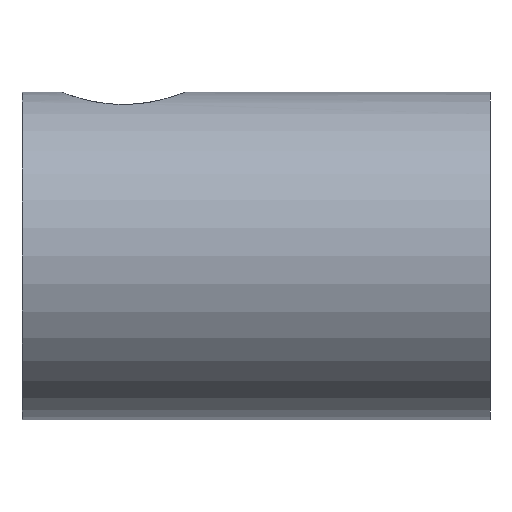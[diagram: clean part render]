
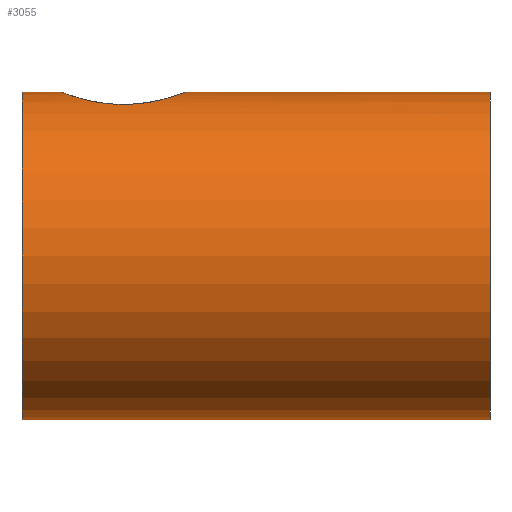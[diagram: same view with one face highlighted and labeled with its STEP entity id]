
A CAD part, left-side view. The second image highlights one B-rep face of the part: STEP entity #3055.
In plain terms, the highlighted cylindrical face has radius 5.334 mm (diameter 10.668 mm), a partial arc.
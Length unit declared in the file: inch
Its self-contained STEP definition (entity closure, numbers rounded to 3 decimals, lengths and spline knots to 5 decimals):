
#21 = B_SPLINE_CURVE_WITH_KNOTS ( 'NONE', 3,
 ( #1682, #950, #2472, #2475, #2460, #2464, #2539, #445, #441, #438, #451, #1618, #1631, #1589, #1594, #1610, #464, #454 ),
 .UNSPECIFIED., .F., .F.,
 ( 4, 2, 2, 2, 2, 2, 2, 2, 4 ),
 ( 0.00637, 0.00677, 0.00717, 0.00757, 0.00797, 0.00836, 0.00876, 0.00916, 0.00956 ),
 .UNSPECIFIED. ) ;
#88 = DIRECTION ( 'NONE',  ( 0., -1., 0. ) ) ;
#103 = VERTEX_POINT ( 'NONE', #2825 ) ;
#114 = DIRECTION ( 'NONE',  ( 0., 0., 1. ) ) ;
#117 = CARTESIAN_POINT ( 'NONE',  ( 0., 0., 0. ) ) ;
#125 = ORIENTED_EDGE ( 'NONE', *, *, #2831, .T. ) ;
#151 = DIRECTION ( 'NONE',  ( 0., 1., 0. ) ) ;
#199 = EDGE_CURVE ( 'NONE', #103, #1518, #2628, .T. ) ;
#214 = CARTESIAN_POINT ( 'NONE',  ( -0.06892, 0.43004, 0.19839 ) ) ;
#219 = CARTESIAN_POINT ( 'NONE',  ( -0.02578, 0.39461, 0.20847 ) ) ;
#222 = CARTESIAN_POINT ( 'NONE',  ( -0.00524, 0.3905, 0.21 ) ) ;
#294 = CARTESIAN_POINT ( 'NONE',  ( -0.05264, 0.4102, 0.20333 ) ) ;
#337 = AXIS2_PLACEMENT_3D ( 'NONE', #117, #151, #114 ) ;
#390 = VERTEX_POINT ( 'NONE', #978 ) ;
#402 = LINE ( 'NONE', #2809, #1039 ) ;
#434 = AXIS2_PLACEMENT_3D ( 'NONE', #1053, #1294, #946 ) ;
#438 = CARTESIAN_POINT ( 'NONE',  ( -0.05253, 0.5299, 0.20336 ) ) ;
#441 = CARTESIAN_POINT ( 'NONE',  ( -0.05989, 0.52254, 0.20132 ) ) ;
#445 = CARTESIAN_POINT ( 'NONE',  ( -0.06315, 0.51857, 0.2003 ) ) ;
#451 = CARTESIAN_POINT ( 'NONE',  ( -0.04855, 0.53316, 0.20436 ) ) ;
#454 = CARTESIAN_POINT ( 'NONE',  ( 0., 0.5495, 0.21 ) ) ;
#464 = CARTESIAN_POINT ( 'NONE',  ( -0.00524, 0.5495, 0.21 ) ) ;
#499 = ORIENTED_EDGE ( 'NONE', *, *, #2801, .T. ) ;
#504 = CARTESIAN_POINT ( 'NONE',  ( 0., 0.6, 0. ) ) ;
#511 = CARTESIAN_POINT ( 'NONE',  ( -0.0208, 0.39309, 0.20903 ) ) ;
#577 = CARTESIAN_POINT ( 'NONE',  ( -0.03548, 0.39866, 0.20704 ) ) ;
#589 = CARTESIAN_POINT ( 'NONE',  ( -0.01056, 0.39103, 0.2098 ) ) ;
#609 = CARTESIAN_POINT ( 'NONE',  ( -0.0486, 0.40687, 0.20435 ) ) ;
#627 = CARTESIAN_POINT ( 'NONE',  ( 0., 0.3905, 0.21 ) ) ;
#632 = CARTESIAN_POINT ( 'NONE',  ( -0.06317, 0.42146, 0.2003 ) ) ;
#646 = CARTESIAN_POINT ( 'NONE',  ( -0.04003, 0.40112, 0.2062 ) ) ;
#670 = CARTESIAN_POINT ( 'NONE',  ( -0.05992, 0.4175, 0.20131 ) ) ;
#714 = FACE_OUTER_BOUND ( 'NONE', #1942, .T. ) ;
#818 = VERTEX_POINT ( 'NONE', #1417 ) ;
#946 = DIRECTION ( 'NONE',  ( 0., 0., -1. ) ) ;
#950 = CARTESIAN_POINT ( 'NONE',  ( -0.0795, 0.47522, 0.19437 ) ) ;
#954 = ORIENTED_EDGE ( 'NONE', *, *, #3028, .T. ) ;
#978 = CARTESIAN_POINT ( 'NONE',  ( 0., 0.3905, 0.21 ) ) ;
#998 = DIRECTION ( 'NONE',  ( 0., 1., 0. ) ) ;
#1039 = VECTOR ( 'NONE', #1855, 39.37008 ) ;
#1053 = CARTESIAN_POINT ( 'NONE',  ( 0., 0.6, 0. ) ) ;
#1294 = DIRECTION ( 'NONE',  ( 0., -1., 0. ) ) ;
#1403 = ORIENTED_EDGE ( 'NONE', *, *, #1556, .F. ) ;
#1417 = CARTESIAN_POINT ( 'NONE',  ( 0., 0., 0.21 ) ) ;
#1436 = VERTEX_POINT ( 'NONE', #1924 ) ;
#1458 = AXIS2_PLACEMENT_3D ( 'NONE', #504, #998, #2660 ) ;
#1460 = CARTESIAN_POINT ( 'NONE',  ( 0., 0.6, 0.21 ) ) ;
#1518 = VERTEX_POINT ( 'NONE', #1460 ) ;
#1556 = EDGE_CURVE ( 'NONE', #390, #818, #2250, .T. ) ;
#1589 = CARTESIAN_POINT ( 'NONE',  ( -0.02576, 0.54539, 0.20847 ) ) ;
#1594 = CARTESIAN_POINT ( 'NONE',  ( -0.0208, 0.54691, 0.20903 ) ) ;
#1610 = CARTESIAN_POINT ( 'NONE',  ( -0.01056, 0.54897, 0.2098 ) ) ;
#1618 = CARTESIAN_POINT ( 'NONE',  ( -0.04001, 0.53889, 0.2062 ) ) ;
#1631 = CARTESIAN_POINT ( 'NONE',  ( -0.03539, 0.54138, 0.20705 ) ) ;
#1632 = ORIENTED_EDGE ( 'NONE', *, *, #2705, .T. ) ;
#1682 = CARTESIAN_POINT ( 'NONE',  ( -0.0795, 0.47, 0.19437 ) ) ;
#1755 = VECTOR ( 'NONE', #88, 39.37008 ) ;
#1855 = DIRECTION ( 'NONE',  ( 0., -1., 0. ) ) ;
#1877 = CARTESIAN_POINT ( 'NONE',  ( -0.0795, 0.45955, 0.19437 ) ) ;
#1891 = CARTESIAN_POINT ( 'NONE',  ( -0.07141, 0.43468, 0.1975 ) ) ;
#1894 = CARTESIAN_POINT ( 'NONE',  ( -0.07737, 0.44901, 0.19527 ) ) ;
#1922 = CARTESIAN_POINT ( 'NONE',  ( 0., 0.6, -0.21 ) ) ;
#1924 = CARTESIAN_POINT ( 'NONE',  ( -0.0795, 0.47, 0.19437 ) ) ;
#1942 = EDGE_LOOP ( 'NONE', ( #2879, #2410, #125, #499, #1403, #1632, #954 ) ) ;
#1960 = VERTEX_POINT ( 'NONE', #2031 ) ;
#1963 = CARTESIAN_POINT ( 'NONE',  ( 0., 0.6, 0.21 ) ) ;
#1972 = DIRECTION ( 'NONE',  ( 0., -1., 0. ) ) ;
#1991 = CIRCLE ( 'NONE', #337, 0.21 ) ;
#2031 = CARTESIAN_POINT ( 'NONE',  ( 0., 0., -0.21 ) ) ;
#2105 = VECTOR ( 'NONE', #1972, 39.37008 ) ;
#2113 = CARTESIAN_POINT ( 'NONE',  ( 0., 0.5495, 0.21 ) ) ;
#2250 = LINE ( 'NONE', #1963, #2105 ) ;
#2410 = ORIENTED_EDGE ( 'NONE', *, *, #199, .F. ) ;
#2448 = EDGE_CURVE ( 'NONE', #1518, #2489, #402, .T. ) ;
#2460 = CARTESIAN_POINT ( 'NONE',  ( -0.07538, 0.49578, 0.19601 ) ) ;
#2464 = CARTESIAN_POINT ( 'NONE',  ( -0.07138, 0.50538, 0.19751 ) ) ;
#2472 = CARTESIAN_POINT ( 'NONE',  ( -0.07898, 0.4805, 0.19459 ) ) ;
#2475 = CARTESIAN_POINT ( 'NONE',  ( -0.07691, 0.49081, 0.19541 ) ) ;
#2489 = VERTEX_POINT ( 'NONE', #2113 ) ;
#2539 = CARTESIAN_POINT ( 'NONE',  ( -0.06889, 0.51001, 0.1984 ) ) ;
#2542 = CYLINDRICAL_SURFACE ( 'NONE', #434, 0.21 ) ;
#2628 = CIRCLE ( 'NONE', #1458, 0.21 ) ;
#2660 = DIRECTION ( 'NONE',  ( 0., 0., 1. ) ) ;
#2705 = EDGE_CURVE ( 'NONE', #390, #1436, #2777, .T. ) ;
#2777 = B_SPLINE_CURVE_WITH_KNOTS ( 'NONE', 3,
 ( #627, #222, #589, #511, #219, #577, #646, #609, #294, #670, #632, #214, #1891, #1894, #1877, #2794 ),
 .UNSPECIFIED., .F., .F.,
 ( 4, 2, 2, 2, 2, 2, 2, 4 ),
 ( 0.00319, 0.00359, 0.00398, 0.00438, 0.00478, 0.00518, 0.00558, 0.00637 ),
 .UNSPECIFIED. ) ;
#2794 = CARTESIAN_POINT ( 'NONE',  ( -0.0795, 0.47, 0.19437 ) ) ;
#2801 = EDGE_CURVE ( 'NONE', #1960, #818, #1991, .T. ) ;
#2809 = CARTESIAN_POINT ( 'NONE',  ( 0., 0.6, 0.21 ) ) ;
#2825 = CARTESIAN_POINT ( 'NONE',  ( 0., 0.6, -0.21 ) ) ;
#2831 = EDGE_CURVE ( 'NONE', #103, #1960, #2995, .T. ) ;
#2879 = ORIENTED_EDGE ( 'NONE', *, *, #2448, .F. ) ;
#2995 = LINE ( 'NONE', #1922, #1755 ) ;
#3028 = EDGE_CURVE ( 'NONE', #1436, #2489, #21, .T. ) ;
#3055 = ADVANCED_FACE ( 'NONE', ( #714 ), #2542, .T. ) ;
